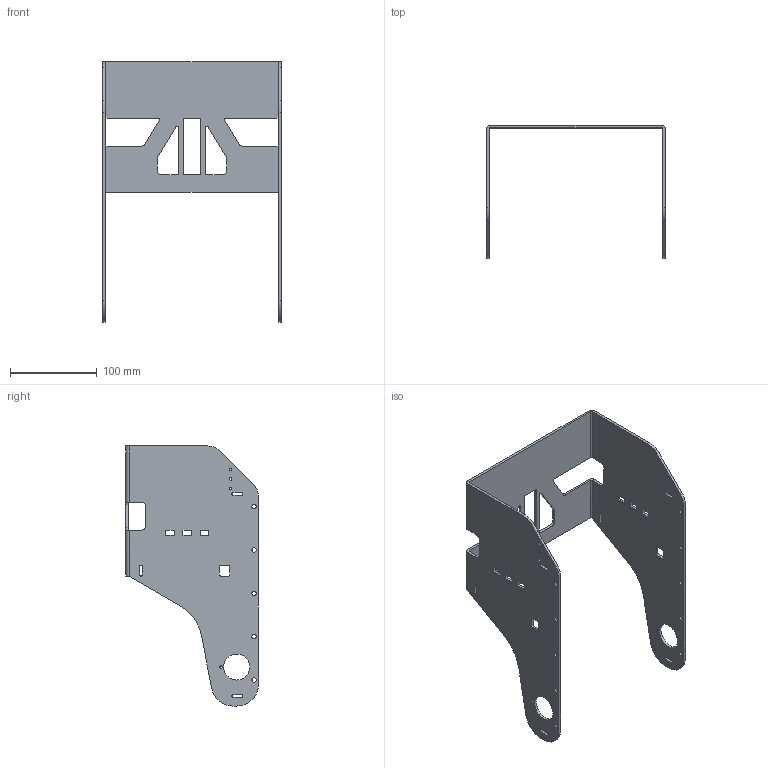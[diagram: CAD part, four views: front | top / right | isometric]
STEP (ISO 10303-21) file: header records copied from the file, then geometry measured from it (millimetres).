
FILE_DESCRIPTION(/* description */ (''),/* implementation_level */ '2;1');
FILE_NAME(/* name */ 'Shell.stp',/* time_stamp */ '2015-01-16T15:56:15-08:00',/* author */ ('Evil Brian'),/* organization */ (''),/* preprocessor_version */ 'ST-DEVELOPER v15.6',/* originating_system */ 'Autodesk Inventor 2015',/* authorisation */ '');
FILE_SCHEMA (('AUTOMOTIVE_DESIGN { 1 0 10303 214 3 1 1 }'));
Length unit declared in the file: millimetre
Products named in the file (1): Shell
Bounding box: 206.43 x 153.21 x 300 mm (x, y, z)
Volume: 254402.7 mm3; surface area: 180007.4 mm2
Topology: 1 solids, 1 shells, 198 faces, 596 edges, 396 vertices
Faces by surface type: plane 110, cylinder 86, bspline 2
Full cylindrical faces by diameter (mm): 3 x4, 5 x10, 30 x2
Entity records: 6848 total; most frequent: CARTESIAN_POINT 1217, ORIENTED_EDGE 1160, DIRECTION 1142, EDGE_CURVE 580, LINE 404, VECTOR 404, VERTEX_POINT 396, AXIS2_PLACEMENT_3D 369
